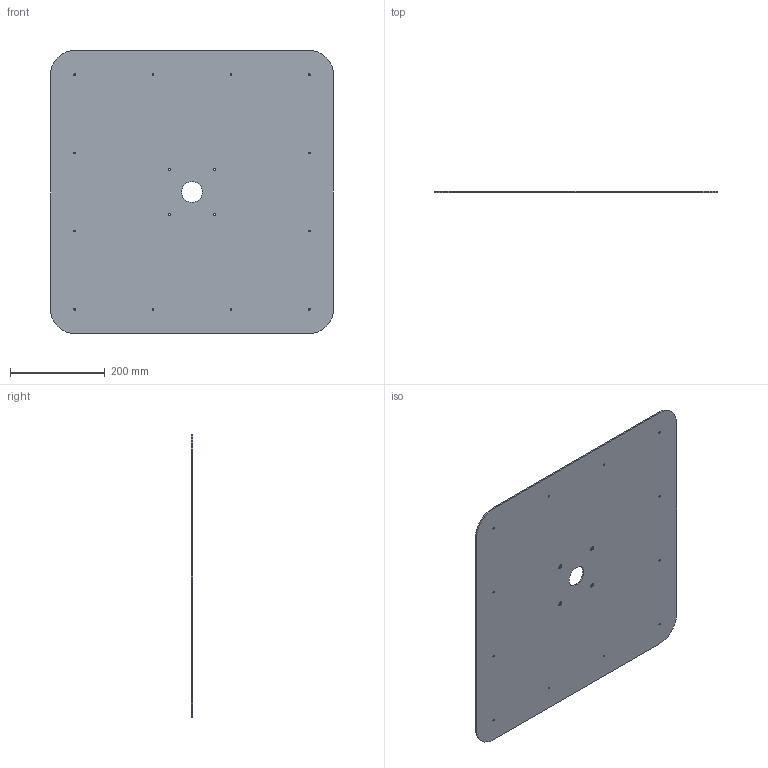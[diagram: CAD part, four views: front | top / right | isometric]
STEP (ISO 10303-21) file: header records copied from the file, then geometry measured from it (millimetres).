
FILE_DESCRIPTION (( 'STEP AP214' ), '1' );
FILE_NAME ('am-3588B am-3588R Stone Top Panel.STEP', '2017-09-08T01:36:28', ( '' ), ( '' ), 'SwSTEP 2.0', 'SolidWorks 2017', '' );
FILE_SCHEMA (( 'AUTOMOTIVE_DESIGN' ));
Length unit declared in the file: inch
Products named in the file (2): am-3588B am-3588R Stone Top Panel
Bounding box: 596.9 x 3 x 596.9 mm (x, y, z)
Volume: 1056709.2 mm3; surface area: 712632.1 mm2
Topology: 1 solids, 1 shells, 56 faces, 150 edges, 100 vertices
Faces by surface type: cylinder 46, plane 10
Entity records: 1955 total; most frequent: DIRECTION 358, CARTESIAN_POINT 308, ORIENTED_EDGE 300, AXIS2_PLACEMENT_3D 150, EDGE_CURVE 150, VERTEX_POINT 100, EDGE_LOOP 94, CIRCLE 92
